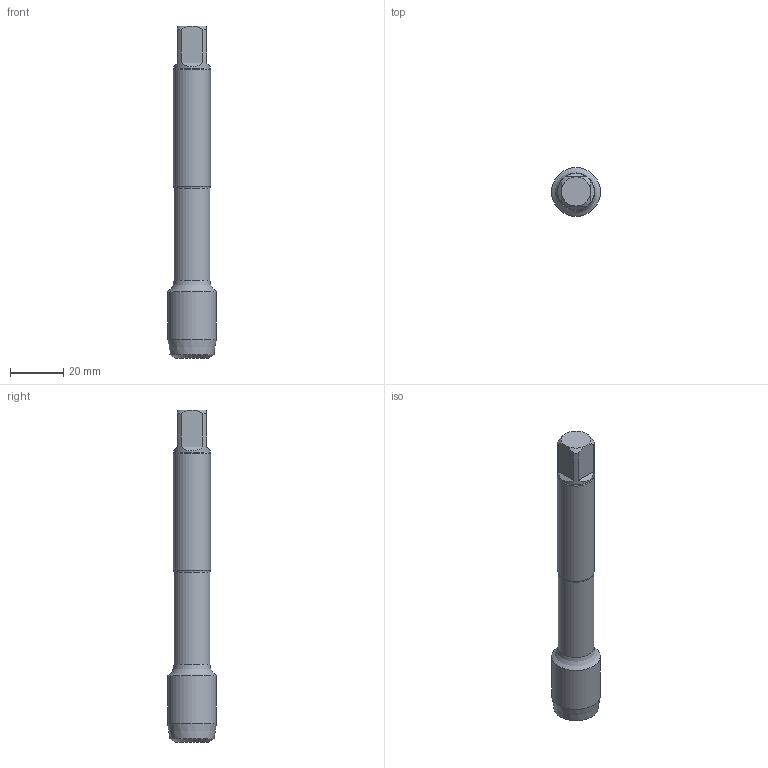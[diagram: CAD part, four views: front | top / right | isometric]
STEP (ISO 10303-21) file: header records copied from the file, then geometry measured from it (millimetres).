
FILE_DESCRIPTION(/* description */ (''),/* implementation_level */ '2;1');
FILE_NAME(/* name */ 'T33-FSN01C06-18X2.5-62R.stp',/* time_stamp */ '2022-04-06T18:46:32+03:00',/* author */ (''),/* organization */ (''),/* preprocessor_version */ 'ST-DEVELOPER v16.7',/* originating_system */ 'SIEMENS PLM Software NX 12.0',/* authorisation */ '');
FILE_SCHEMA (('AUTOMOTIVE_DESIGN { 1 0 10303 214 3 1 1 1 }'));
Length unit declared in the file: millimetre
Products named in the file (1): rumo47F808B9ww0d
Bounding box: 18.36 x 18.36 x 125 mm (x, y, z)
Volume: 20913.6 mm3; surface area: 6589.6 mm2
Topology: 2 solids, 2 shells, 25 faces, 58 edges, 41 vertices
Faces by surface type: plane 12, cone 6, cylinder 4, torus 3
Full cylindrical faces by diameter (mm): 13.5 x1, 13.7 x1, 14 x1, 18.359 x1
Entity records: 730 total; most frequent: CARTESIAN_POINT 158, DIRECTION 106, ORIENTED_EDGE 88, AXIS2_PLACEMENT_3D 47, EDGE_CURVE 44, EDGE_LOOP 34, VERTEX_POINT 32, ADVANCED_FACE 25
